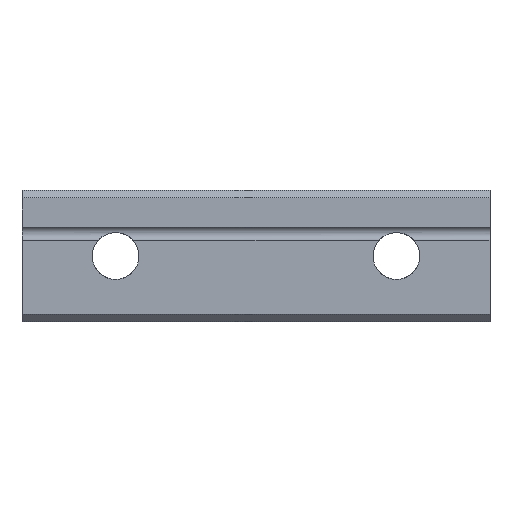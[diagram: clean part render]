
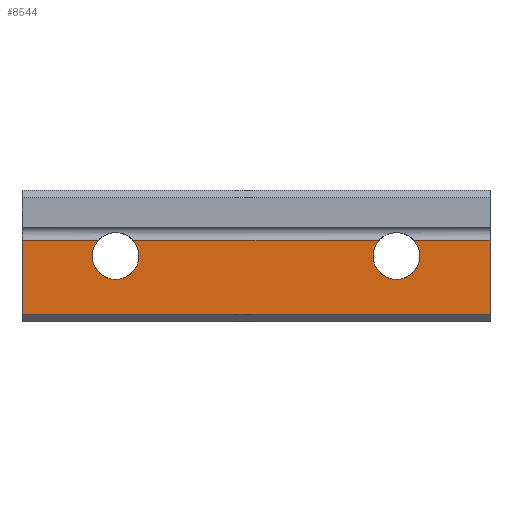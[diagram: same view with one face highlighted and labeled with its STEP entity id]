
A CAD part, front view. The second image highlights one B-rep face of the part: STEP entity #8544.
In plain terms, the highlighted planar face has unit normal (0, -1, 0).
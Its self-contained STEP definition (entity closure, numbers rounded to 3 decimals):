
#133 = AXIS2_PLACEMENT_3D ( 'NONE', #2269, #3533, #2503 ) ;
#187 = VERTEX_POINT ( 'NONE', #669 ) ;
#542 = LINE ( 'NONE', #1732, #13743 ) ;
#648 = CIRCLE ( 'NONE', #133, 1.25 ) ;
#669 = CARTESIAN_POINT ( 'NONE',  ( 20., 0., -1.25 ) ) ;
#1034 = CARTESIAN_POINT ( 'NONE',  ( 20., 0., 0. ) ) ;
#1104 = CARTESIAN_POINT ( 'NONE',  ( 25., 0., -3.1 ) ) ;
#1387 = VECTOR ( 'NONE', #12532, 1000. ) ;
#1501 = VERTEX_POINT ( 'NONE', #11858 ) ;
#1732 = CARTESIAN_POINT ( 'NONE',  ( 0., 0., -3.1 ) ) ;
#1754 = DIRECTION ( 'NONE',  ( 0., 1., 0. ) ) ;
#1940 = VERTEX_POINT ( 'NONE', #3784 ) ;
#1984 = FACE_OUTER_BOUND ( 'NONE', #13294, .T. ) ;
#2269 = CARTESIAN_POINT ( 'NONE',  ( 5., 0., 0. ) ) ;
#2503 = DIRECTION ( 'NONE',  ( 0., 0., 1. ) ) ;
#2690 = CARTESIAN_POINT ( 'NONE',  ( 5.913, 0., 0.854 ) ) ;
#2803 = CIRCLE ( 'NONE', #6066, 1.25 ) ;
#3184 = EDGE_CURVE ( 'NONE', #13105, #14003, #10338, .T. ) ;
#3265 = VERTEX_POINT ( 'NONE', #3893 ) ;
#3533 = DIRECTION ( 'NONE',  ( 0., 1., 0. ) ) ;
#3550 = CARTESIAN_POINT ( 'NONE',  ( 5., 0., -1.25 ) ) ;
#3561 = CARTESIAN_POINT ( 'NONE',  ( 25., 0., 0.854 ) ) ;
#3784 = CARTESIAN_POINT ( 'NONE',  ( 25., 0., -3.1 ) ) ;
#3893 = CARTESIAN_POINT ( 'NONE',  ( 0., 0., 0.854 ) ) ;
#4064 = ORIENTED_EDGE ( 'NONE', *, *, #12301, .F. ) ;
#4070 = VERTEX_POINT ( 'NONE', #12568 ) ;
#4291 = AXIS2_PLACEMENT_3D ( 'NONE', #11300, #1754, #14806 ) ;
#4817 = VECTOR ( 'NONE', #5996, 1000. ) ;
#4924 = VECTOR ( 'NONE', #13270, 1000. ) ;
#5035 = DIRECTION ( 'NONE',  ( -1., 0., 0. ) ) ;
#5310 = AXIS2_PLACEMENT_3D ( 'NONE', #7452, #13552, #14667 ) ;
#5432 = DIRECTION ( 'NONE',  ( 0., 0., -1. ) ) ;
#5474 = CARTESIAN_POINT ( 'NONE',  ( 25., 0., 0.854 ) ) ;
#5996 = DIRECTION ( 'NONE',  ( -1., 0., 0. ) ) ;
#6066 = AXIS2_PLACEMENT_3D ( 'NONE', #1034, #15424, #15503 ) ;
#6117 = EDGE_CURVE ( 'NONE', #9057, #3265, #9127, .T. ) ;
#6465 = CARTESIAN_POINT ( 'NONE',  ( 25., 0., -3.1 ) ) ;
#6714 = ORIENTED_EDGE ( 'NONE', *, *, #14835, .F. ) ;
#6783 = CARTESIAN_POINT ( 'NONE',  ( 25., 0., -3.1 ) ) ;
#7093 = LINE ( 'NONE', #1104, #12243 ) ;
#7441 = ORIENTED_EDGE ( 'NONE', *, *, #15038, .T. ) ;
#7452 = CARTESIAN_POINT ( 'NONE',  ( 20., 0., 0. ) ) ;
#7513 = EDGE_CURVE ( 'NONE', #10435, #4070, #9381, .T. ) ;
#7873 = LINE ( 'NONE', #6465, #12985 ) ;
#8198 = ORIENTED_EDGE ( 'NONE', *, *, #6117, .T. ) ;
#8340 = ORIENTED_EDGE ( 'NONE', *, *, #7513, .T. ) ;
#8544 = ADVANCED_FACE ( 'NONE', ( #1984 ), #14141, .F. ) ;
#9057 = VERTEX_POINT ( 'NONE', #15635 ) ;
#9127 = LINE ( 'NONE', #15311, #1387 ) ;
#9234 = DIRECTION ( 'NONE',  ( 0., 1., 0. ) ) ;
#9272 = ORIENTED_EDGE ( 'NONE', *, *, #10315, .T. ) ;
#9381 = LINE ( 'NONE', #14218, #4924 ) ;
#9424 = AXIS2_PLACEMENT_3D ( 'NONE', #6783, #9234, #14067 ) ;
#10315 = EDGE_CURVE ( 'NONE', #4070, #187, #11365, .T. ) ;
#10338 = CIRCLE ( 'NONE', #4291, 1.25 ) ;
#10364 = CARTESIAN_POINT ( 'NONE',  ( 19.087, 0., 0.854 ) ) ;
#10435 = VERTEX_POINT ( 'NONE', #5474 ) ;
#10445 = ORIENTED_EDGE ( 'NONE', *, *, #3184, .T. ) ;
#10868 = EDGE_CURVE ( 'NONE', #187, #14337, #2803, .T. ) ;
#11300 = CARTESIAN_POINT ( 'NONE',  ( 5., 0., 0. ) ) ;
#11365 = CIRCLE ( 'NONE', #5310, 1.25 ) ;
#11610 = ORIENTED_EDGE ( 'NONE', *, *, #10868, .T. ) ;
#11778 = ORIENTED_EDGE ( 'NONE', *, *, #12322, .T. ) ;
#11858 = CARTESIAN_POINT ( 'NONE',  ( 0., 0., -3.1 ) ) ;
#12126 = EDGE_CURVE ( 'NONE', #14337, #13105, #14390, .T. ) ;
#12243 = VECTOR ( 'NONE', #5035, 1000. ) ;
#12301 = EDGE_CURVE ( 'NONE', #10435, #1940, #7873, .T. ) ;
#12322 = EDGE_CURVE ( 'NONE', #3265, #1501, #542, .T. ) ;
#12532 = DIRECTION ( 'NONE',  ( -1., 0., 0. ) ) ;
#12568 = CARTESIAN_POINT ( 'NONE',  ( 20.913, 0., 0.854 ) ) ;
#12985 = VECTOR ( 'NONE', #5432, 1000. ) ;
#13105 = VERTEX_POINT ( 'NONE', #2690 ) ;
#13270 = DIRECTION ( 'NONE',  ( -1., 0., 0. ) ) ;
#13294 = EDGE_LOOP ( 'NONE', ( #8340, #9272, #11610, #13976, #10445, #7441, #8198, #11778, #6714, #4064 ) ) ;
#13552 = DIRECTION ( 'NONE',  ( 0., 1., 0. ) ) ;
#13743 = VECTOR ( 'NONE', #15091, 1000. ) ;
#13976 = ORIENTED_EDGE ( 'NONE', *, *, #12126, .T. ) ;
#14003 = VERTEX_POINT ( 'NONE', #3550 ) ;
#14067 = DIRECTION ( 'NONE',  ( 0., 0., 1. ) ) ;
#14141 = PLANE ( 'NONE',  #9424 ) ;
#14218 = CARTESIAN_POINT ( 'NONE',  ( 25., 0., 0.854 ) ) ;
#14337 = VERTEX_POINT ( 'NONE', #10364 ) ;
#14390 = LINE ( 'NONE', #3561, #4817 ) ;
#14667 = DIRECTION ( 'NONE',  ( 0., 0., 1. ) ) ;
#14806 = DIRECTION ( 'NONE',  ( 0., 0., 1. ) ) ;
#14835 = EDGE_CURVE ( 'NONE', #1940, #1501, #7093, .T. ) ;
#15038 = EDGE_CURVE ( 'NONE', #14003, #9057, #648, .T. ) ;
#15091 = DIRECTION ( 'NONE',  ( 0., 0., -1. ) ) ;
#15311 = CARTESIAN_POINT ( 'NONE',  ( 25., 0., 0.854 ) ) ;
#15424 = DIRECTION ( 'NONE',  ( 0., 1., 0. ) ) ;
#15503 = DIRECTION ( 'NONE',  ( 0., 0., 1. ) ) ;
#15635 = CARTESIAN_POINT ( 'NONE',  ( 4.087, 0., 0.854 ) ) ;
